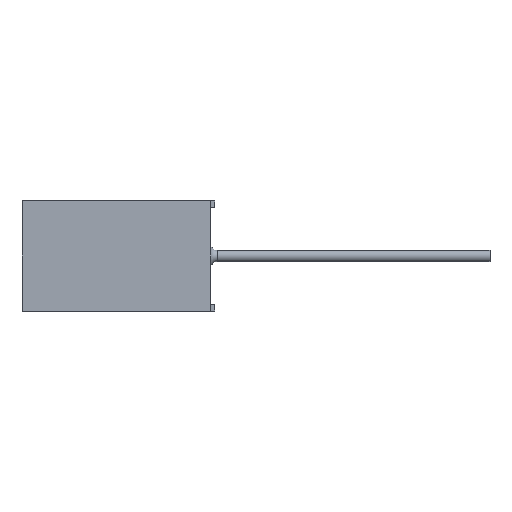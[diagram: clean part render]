
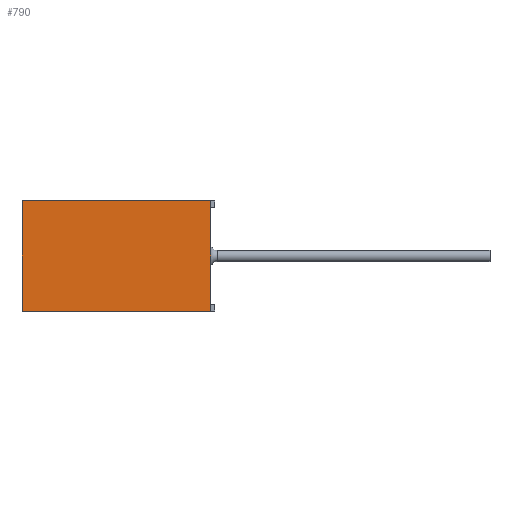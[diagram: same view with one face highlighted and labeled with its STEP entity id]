
A CAD part, left-side view. The second image highlights one B-rep face of the part: STEP entity #790.
In plain terms, the highlighted planar face has unit normal (-1, 0, 0).
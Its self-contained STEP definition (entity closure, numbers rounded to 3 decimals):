
#790 = ADVANCED_FACE( '', ( #1976 ), #1977, .F. );
#1976 = FACE_OUTER_BOUND( '', #3654, .T. );
#1977 = PLANE( '', #3655 );
#3654 = EDGE_LOOP( '', ( #6278, #6279, #6280, #6281 ) );
#3655 = AXIS2_PLACEMENT_3D( '', #6282, #6283, #6284 );
#6278 = ORIENTED_EDGE( '', *, *, #11815, .T. );
#6279 = ORIENTED_EDGE( '', *, *, #11816, .F. );
#6280 = ORIENTED_EDGE( '', *, *, #11817, .F. );
#6281 = ORIENTED_EDGE( '', *, *, #11818, .T. );
#6282 = CARTESIAN_POINT( '', ( -9., 6.85, 4. ) );
#6283 = DIRECTION( '', ( 1., 0., 0. ) );
#6284 = DIRECTION( '', ( 0., 0., -1. ) );
#11815 = EDGE_CURVE( '', #14081, #14082, #14083, .T. );
#11816 = EDGE_CURVE( '', #14084, #14082, #14085, .T. );
#11817 = EDGE_CURVE( '', #14086, #14084, #14087, .T. );
#11818 = EDGE_CURVE( '', #14086, #14081, #14088, .T. );
#14081 = VERTEX_POINT( '', #18304 );
#14082 = VERTEX_POINT( '', #18305 );
#14083 = LINE( '', #18306, #18307 );
#14084 = VERTEX_POINT( '', #18308 );
#14085 = LINE( '', #18309, #18310 );
#14086 = VERTEX_POINT( '', #18311 );
#14087 = LINE( '', #18312, #18313 );
#14088 = LINE( '', #18314, #18315 );
#18304 = CARTESIAN_POINT( '', ( -9., 6.85, -4. ) );
#18305 = CARTESIAN_POINT( '', ( -9., -6.85, -4. ) );
#18306 = CARTESIAN_POINT( '', ( -9., 6.85, -4. ) );
#18307 = VECTOR( '', #23359, 1000. );
#18308 = CARTESIAN_POINT( '', ( -9., -6.85, 4. ) );
#18309 = CARTESIAN_POINT( '', ( -9., -6.85, 4. ) );
#18310 = VECTOR( '', #23360, 1000. );
#18311 = CARTESIAN_POINT( '', ( -9., 6.85, 4. ) );
#18312 = CARTESIAN_POINT( '', ( -9., 6.85, 4. ) );
#18313 = VECTOR( '', #23361, 1000. );
#18314 = CARTESIAN_POINT( '', ( -9., 6.85, 4. ) );
#18315 = VECTOR( '', #23362, 1000. );
#23359 = DIRECTION( '', ( 0., -1., 0. ) );
#23360 = DIRECTION( '', ( 0., 0., -1. ) );
#23361 = DIRECTION( '', ( 0., -1., 0. ) );
#23362 = DIRECTION( '', ( 0., 0., -1. ) );
